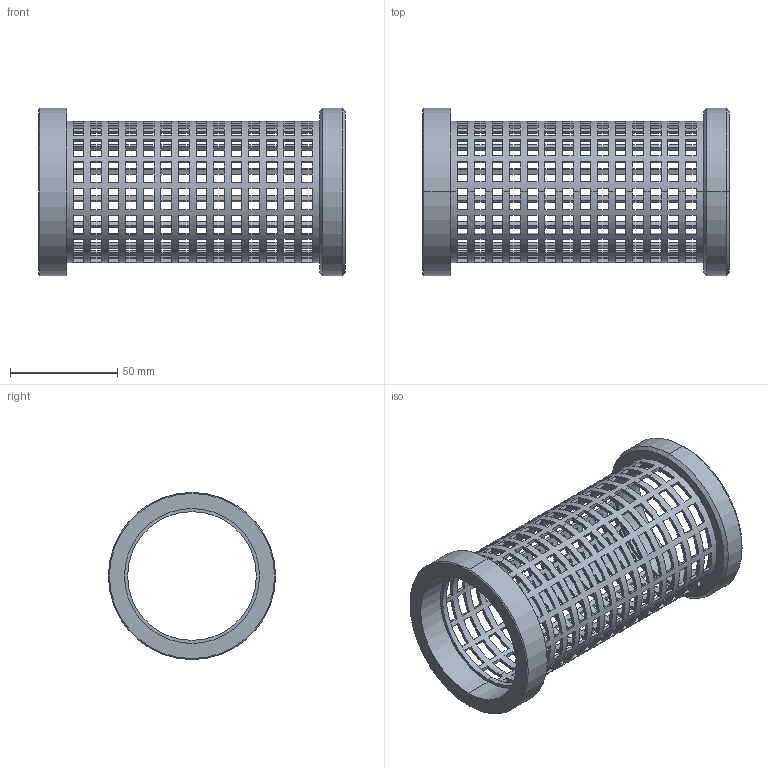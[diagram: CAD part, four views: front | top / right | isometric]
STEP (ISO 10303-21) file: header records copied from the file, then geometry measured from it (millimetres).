
FILE_DESCRIPTION (( 'STEP AP203' ), '1' );
FILE_NAME ('3D-M-7025_65_174801040.STEP', '2024-09-12T18:13:14', ( '' ), ( '' ), 'SwSTEP 2.0', 'SolidWorks 2024', '' );
FILE_SCHEMA (( 'CONFIG_CONTROL_DESIGN' ));
Length unit declared in the file: millimetre
Products named in the file (1): 3D-M-7025_65_174801040
Bounding box: 143 x 78 x 78 mm (x, y, z)
Volume: 64789.3 mm3; surface area: 53016.2 mm2
Topology: 1 solids, 1 shells, 923 faces, 2910 edges, 1938 vertices
Faces by surface type: plane 903, cylinder 14, cone 6
Entity records: 33555 total; most frequent: ORIENTED_EDGE 5820, DIRECTION 5800, CARTESIAN_POINT 5772, EDGE_CURVE 2910, AXIS2_PLACEMENT_3D 1966, VERTEX_POINT 1938, LINE 1868, VECTOR 1868
